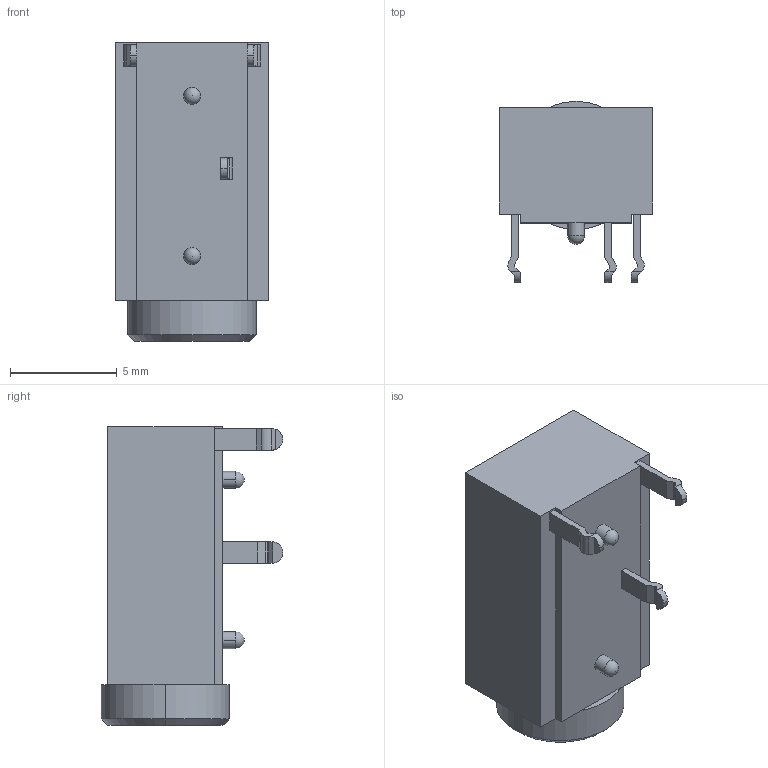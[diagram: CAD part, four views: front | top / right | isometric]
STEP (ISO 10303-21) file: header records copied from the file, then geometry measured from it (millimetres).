
FILE_DESCRIPTION (( 'STEP AP214' ), '1' );
FILE_NAME ('STX-3000.STEP', '2022-05-16T13:00:44', ( '' ), ( '' ), 'SwSTEP 2.0', 'SolidWorks 2018', '' );
FILE_SCHEMA (( 'AUTOMOTIVE_DESIGN' ));
Length unit declared in the file: millimetre
Products named in the file (1): STX-3000
Bounding box: 7.2 x 8.5 x 14 mm (x, y, z)
Volume: 107.9 mm3; surface area: 845.9 mm2
Topology: 8 solids, 8 shells, 105 faces, 255 edges, 168 vertices
Faces by surface type: plane 73, cylinder 26, cone 4, sphere 2
Entity records: 3132 total; most frequent: CARTESIAN_POINT 565, DIRECTION 505, ORIENTED_EDGE 502, EDGE_CURVE 251, LINE 181, VECTOR 181, VERTEX_POINT 166, AXIS2_PLACEMENT_3D 162
